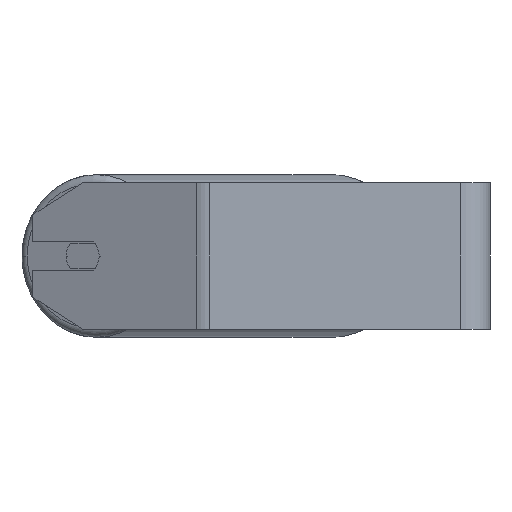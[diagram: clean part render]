
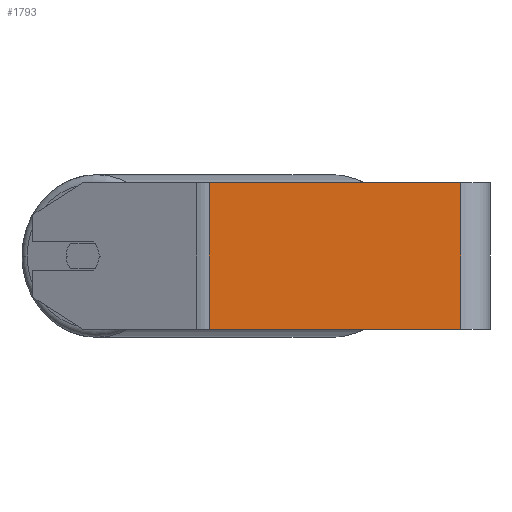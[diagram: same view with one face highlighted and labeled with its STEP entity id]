
A CAD part, left-side view. The second image highlights one B-rep face of the part: STEP entity #1793.
In plain terms, the highlighted planar face has unit normal (-1, 0, 0).
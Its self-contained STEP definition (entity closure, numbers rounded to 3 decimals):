
#46 = PLANE ( 'NONE',  #2617 ) ;
#110 = CARTESIAN_POINT ( 'NONE',  ( -350., 153.596, 40. ) ) ;
#156 = FACE_OUTER_BOUND ( 'NONE', #5160, .T. ) ;
#317 = DIRECTION ( 'NONE',  ( 0., 0., -1. ) ) ;
#325 = DIRECTION ( 'NONE',  ( 0., -1., 0. ) ) ;
#1097 = DIRECTION ( 'NONE',  ( 0., 0., -1. ) ) ;
#1151 = VECTOR ( 'NONE', #325, 1000. ) ;
#1166 = LINE ( 'NONE', #110, #6105 ) ;
#1200 = CARTESIAN_POINT ( 'NONE',  ( -350., 157.143, 40. ) ) ;
#1421 = CARTESIAN_POINT ( 'NONE',  ( -350., 157.143, 40. ) ) ;
#1767 = EDGE_CURVE ( 'NONE', #6190, #3090, #1166, .T. ) ;
#1793 = ADVANCED_FACE ( 'NONE', ( #156 ), #46, .F. ) ;
#2148 = EDGE_CURVE ( 'NONE', #2780, #3449, #6176, .T. ) ;
#2154 = CARTESIAN_POINT ( 'NONE',  ( -350., 16., -40. ) ) ;
#2507 = VECTOR ( 'NONE', #317, 1000. ) ;
#2617 = AXIS2_PLACEMENT_3D ( 'NONE', #1200, #3817, #2762 ) ;
#2762 = DIRECTION ( 'NONE',  ( 0., 0., -1. ) ) ;
#2780 = VERTEX_POINT ( 'NONE', #4752 ) ;
#3031 = CARTESIAN_POINT ( 'NONE',  ( -350., 153.596, 40. ) ) ;
#3056 = VECTOR ( 'NONE', #5734, 1000. ) ;
#3090 = VERTEX_POINT ( 'NONE', #4209 ) ;
#3449 = VERTEX_POINT ( 'NONE', #2154 ) ;
#3817 = DIRECTION ( 'NONE',  ( 1., 0., 0. ) ) ;
#4028 = CARTESIAN_POINT ( 'NONE',  ( -350., 157.143, -40. ) ) ;
#4105 = LINE ( 'NONE', #1421, #3056 ) ;
#4117 = ORIENTED_EDGE ( 'NONE', *, *, #5971, .F. ) ;
#4209 = CARTESIAN_POINT ( 'NONE',  ( -350., 153.596, -40. ) ) ;
#4511 = ORIENTED_EDGE ( 'NONE', *, *, #4578, .T. ) ;
#4578 = EDGE_CURVE ( 'NONE', #3090, #3449, #6705, .T. ) ;
#4752 = CARTESIAN_POINT ( 'NONE',  ( -350., 16., 40. ) ) ;
#5121 = ORIENTED_EDGE ( 'NONE', *, *, #1767, .T. ) ;
#5160 = EDGE_LOOP ( 'NONE', ( #4511, #6204, #4117, #5121 ) ) ;
#5734 = DIRECTION ( 'NONE',  ( 0., -1., 0. ) ) ;
#5971 = EDGE_CURVE ( 'NONE', #6190, #2780, #4105, .T. ) ;
#6105 = VECTOR ( 'NONE', #1097, 1000. ) ;
#6176 = LINE ( 'NONE', #6250, #2507 ) ;
#6190 = VERTEX_POINT ( 'NONE', #3031 ) ;
#6204 = ORIENTED_EDGE ( 'NONE', *, *, #2148, .F. ) ;
#6250 = CARTESIAN_POINT ( 'NONE',  ( -350., 16., 40. ) ) ;
#6705 = LINE ( 'NONE', #4028, #1151 ) ;
